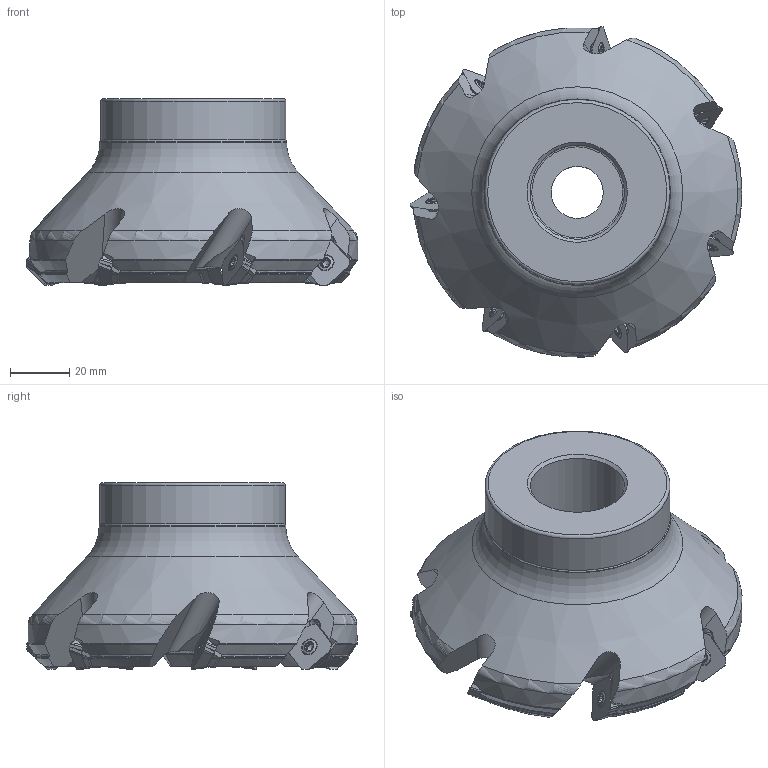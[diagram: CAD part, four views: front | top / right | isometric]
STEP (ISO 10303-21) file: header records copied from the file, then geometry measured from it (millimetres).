
FILE_DESCRIPTION(/* description */ (''),/* implementation_level */ '2;1');
FILE_NAME(/* name */ 'toolassembly_1.stp',/* time_stamp */ '2019-05-02T16:42:01+02:00',/* author */ (''),/* organization */ ('SMS'),/* preprocessor_version */ 'ST-DEVELOPER v15',/* originating_system */ 'SIEMENS PLM Software NX 8.5',/* authorisation */ '');
FILE_SCHEMA (('AUTOMOTIVE_DESIGN { 1 0 10303 214 3 1 1 1 }'));
Length unit declared in the file: millimetre
Products named in the file (4): CUT_20190502164127; NOCUT_20190502163958; ASSEMBLY_CONSTRUCTION; TOOLASSEMBLY_1
Assembly tree (9 placements, depth 2):
  TOOLASSEMBLY_1
    ASSEMBLY_CONSTRUCTION
    NOCUT_20190502163958
    CUT_20190502164127  x7
Bounding box: 111.83 x 111.31 x 63.01 mm (x, y, z)
Volume: 257843.5 mm3; surface area: 40971.6 mm2
Topology: 8 solids, 8 shells, 1008 faces, 3059 edges, 2114 vertices
Faces by surface type: plane 375, extrusion 259, cone 123, cylinder 118, torus 105, sphere 28
Full cylindrical faces by diameter (mm): 3.5 x7, 4.1 x7, 5.25 x7, 17.5 x1, 31.762 x1, 32.25 x1, 46 x1, 62.386 x1, 62.886 x1
Entity records: 31158 total; most frequent: CARTESIAN_POINT 12142, ORIENTED_EDGE 4116, DIRECTION 3639, EDGE_CURVE 2058, AXIS2_PLACEMENT_3D 1456, VERTEX_POINT 1389, EDGE_LOOP 848, B_SPLINE_CURVE_WITH_KNOTS 770
